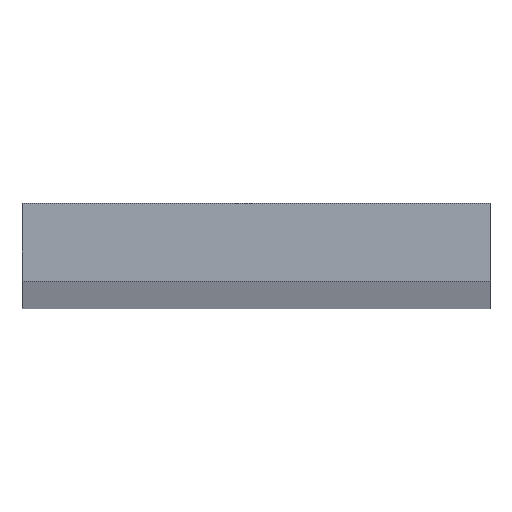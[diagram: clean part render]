
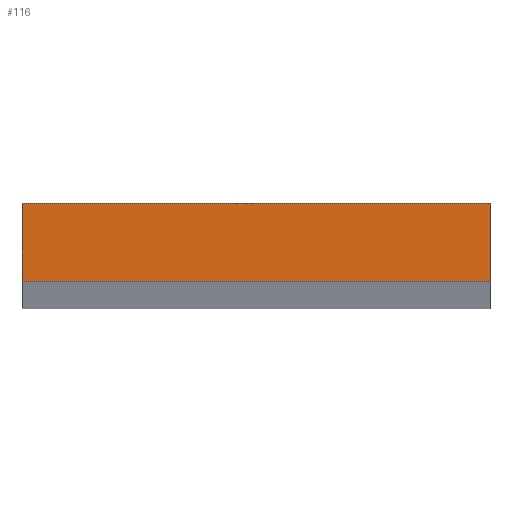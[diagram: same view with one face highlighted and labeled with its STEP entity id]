
A CAD part, top view. The second image highlights one B-rep face of the part: STEP entity #116.
In plain terms, the highlighted planar face has unit normal (0, 0, 1).
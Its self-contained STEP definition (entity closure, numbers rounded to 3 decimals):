
#6 = DIRECTION ( 'NONE',  ( 0., 1., 0. ) ) ;
#8 = DIRECTION ( 'NONE',  ( 1., 0., 0. ) ) ;
#20 = ORIENTED_EDGE ( 'NONE', *, *, #107, .T. ) ;
#26 = LINE ( 'NONE', #155, #179 ) ;
#38 = VERTEX_POINT ( 'NONE', #95 ) ;
#49 = FACE_OUTER_BOUND ( 'NONE', #137, .T. ) ;
#56 = LINE ( 'NONE', #144, #111 ) ;
#62 = VERTEX_POINT ( 'NONE', #151 ) ;
#67 = VERTEX_POINT ( 'NONE', #117 ) ;
#83 = AXIS2_PLACEMENT_3D ( 'NONE', #176, #112, #92 ) ;
#92 = DIRECTION ( 'NONE',  ( 1., 0., 0. ) ) ;
#95 = CARTESIAN_POINT ( 'NONE',  ( 15., -2.5, 500. ) ) ;
#100 = DIRECTION ( 'NONE',  ( 0., -1., 0. ) ) ;
#107 = EDGE_CURVE ( 'NONE', #38, #67, #154, .T. ) ;
#111 = VECTOR ( 'NONE', #100, 1000. ) ;
#112 = DIRECTION ( 'NONE',  ( 0., 0., 1. ) ) ;
#116 = ADVANCED_FACE ( 'NONE', ( #49 ), #138, .T. ) ;
#117 = CARTESIAN_POINT ( 'NONE',  ( 15., 2.5, 500. ) ) ;
#122 = VERTEX_POINT ( 'NONE', #166 ) ;
#137 = EDGE_LOOP ( 'NONE', ( #222, #227, #20, #145 ) ) ;
#138 = PLANE ( 'NONE',  #83 ) ;
#144 = CARTESIAN_POINT ( 'NONE',  ( -15., 2.5, 500. ) ) ;
#145 = ORIENTED_EDGE ( 'NONE', *, *, #194, .T. ) ;
#151 = CARTESIAN_POINT ( 'NONE',  ( -15., 2.5, 500. ) ) ;
#154 = LINE ( 'NONE', #216, #195 ) ;
#155 = CARTESIAN_POINT ( 'NONE',  ( -15., 2.5, 500. ) ) ;
#156 = LINE ( 'NONE', #202, #190 ) ;
#166 = CARTESIAN_POINT ( 'NONE',  ( -15., -2.5, 500. ) ) ;
#170 = EDGE_CURVE ( 'NONE', #62, #122, #56, .T. ) ;
#172 = DIRECTION ( 'NONE',  ( -1., 0., 0. ) ) ;
#176 = CARTESIAN_POINT ( 'NONE',  ( 0., 0., 500. ) ) ;
#179 = VECTOR ( 'NONE', #172, 1000. ) ;
#190 = VECTOR ( 'NONE', #8, 1000. ) ;
#193 = EDGE_CURVE ( 'NONE', #122, #38, #156, .T. ) ;
#194 = EDGE_CURVE ( 'NONE', #67, #62, #26, .T. ) ;
#195 = VECTOR ( 'NONE', #6, 1000. ) ;
#202 = CARTESIAN_POINT ( 'NONE',  ( -15., -2.5, 500. ) ) ;
#216 = CARTESIAN_POINT ( 'NONE',  ( 15., 2.5, 500. ) ) ;
#222 = ORIENTED_EDGE ( 'NONE', *, *, #170, .T. ) ;
#227 = ORIENTED_EDGE ( 'NONE', *, *, #193, .T. ) ;
